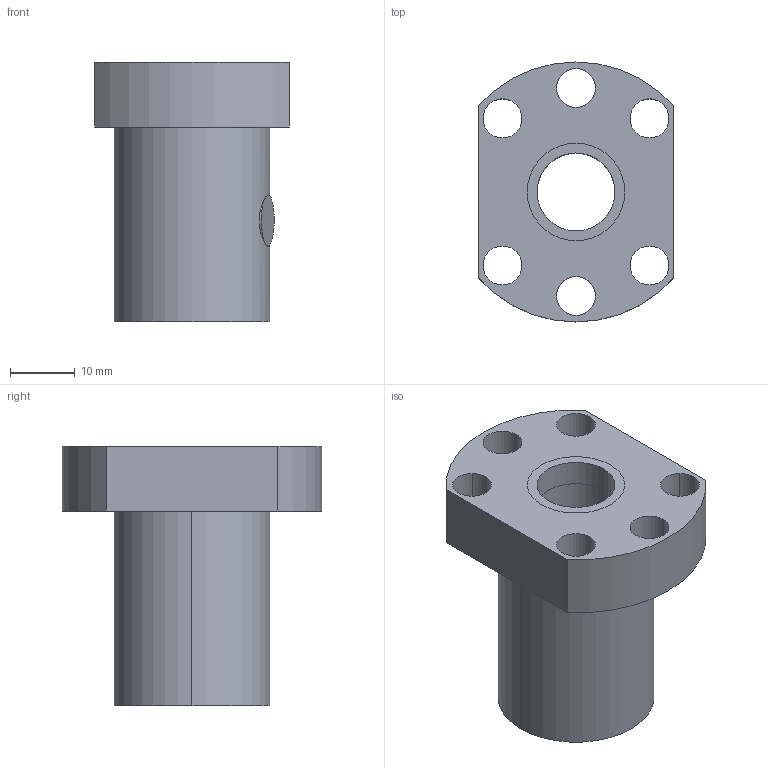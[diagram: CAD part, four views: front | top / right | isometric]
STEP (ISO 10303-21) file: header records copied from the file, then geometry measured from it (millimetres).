
FILE_DESCRIPTION(('STEP AP203'),'1');
FILE_NAME('1204 ball screw.stp','2016-02-27T18:01:15',(' '),(' '),'Spatial InterOp 3D',' ',' ');
FILE_SCHEMA(('CONFIG_CONTROL_DESIGN'));
Length unit declared in the file: millimetre
Products named in the file (3): 1; 2; 3
Bounding box: 30 x 40 x 40 mm (x, y, z)
Volume: 20049.5 mm3; surface area: 11555.9 mm2
Topology: 3 solids, 3 shells, 41 faces, 104 edges, 70 vertices
Faces by surface type: cylinder 30, plane 11
Entity records: 1500 total; most frequent: CARTESIAN_POINT 300, DIRECTION 238, ORIENTED_EDGE 208, EDGE_CURVE 104, AXIS2_PLACEMENT_3D 100, VERTEX_POINT 70, EDGE_LOOP 60, CIRCLE 56
